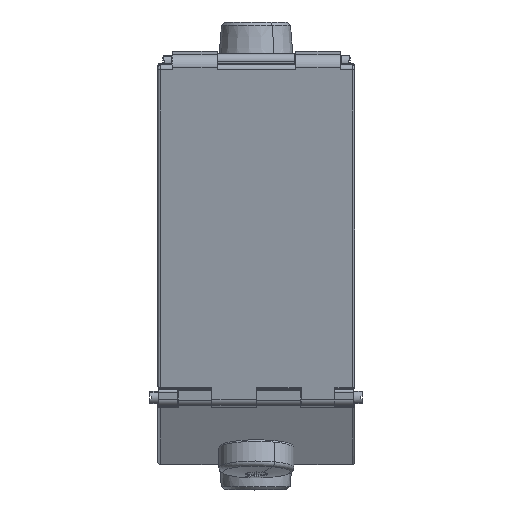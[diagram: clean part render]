
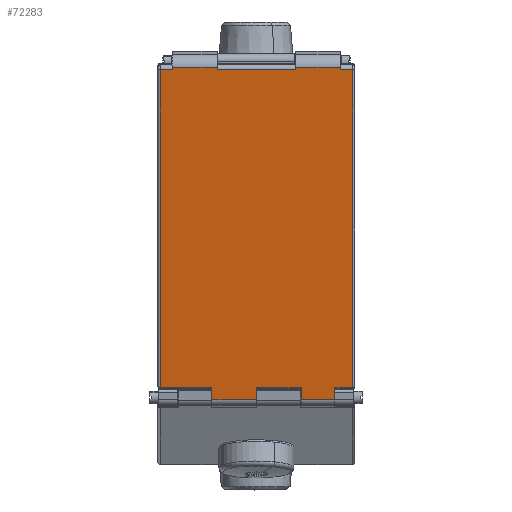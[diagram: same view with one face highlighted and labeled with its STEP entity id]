
A CAD part, top view. The second image highlights one B-rep face of the part: STEP entity #72283.
In plain terms, the highlighted planar face has unit normal (0, 0.174, -0.985).
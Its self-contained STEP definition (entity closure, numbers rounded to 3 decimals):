
#72099=CARTESIAN_POINT('Line Origine',(-27.3,83.84,253.55)) ;
#72103=CARTESIAN_POINT('Vertex',(-17.3,83.84,253.55)) ;
#72105=CARTESIAN_POINT('Vertex',(-37.3,83.84,253.55)) ;
#72125=CARTESIAN_POINT('Axis2P3D Location',(0.2,-56.232,228.852)) ;
#72130=CARTESIAN_POINT('Line Origine',(-31.25,-59.216,228.325)) ;
#72134=CARTESIAN_POINT('Vertex',(-42.8,-59.216,228.325)) ;
#72136=CARTESIAN_POINT('Vertex',(-19.7,-59.216,228.325)) ;
#72139=CARTESIAN_POINT('Line Origine',(-42.8,11.768,240.842)) ;
#72143=CARTESIAN_POINT('Vertex',(-42.8,82.752,253.358)) ;
#72146=CARTESIAN_POINT('Line Origine',(-40.05,82.752,253.358)) ;
#72150=CARTESIAN_POINT('Vertex',(-37.3,82.752,253.358)) ;
#72153=CARTESIAN_POINT('Line Origine',(-37.3,83.296,253.454)) ;
#72158=CARTESIAN_POINT('Line Origine',(-17.3,83.296,253.454)) ;
#72162=CARTESIAN_POINT('Vertex',(-17.3,82.752,253.358)) ;
#72165=CARTESIAN_POINT('Line Origine',(0.2,82.752,253.358)) ;
#72169=CARTESIAN_POINT('Vertex',(17.7,82.752,253.358)) ;
#72172=CARTESIAN_POINT('Line Origine',(17.7,83.296,253.454)) ;
#72176=CARTESIAN_POINT('Vertex',(17.7,83.84,253.55)) ;
#72179=CARTESIAN_POINT('Line Origine',(27.7,83.84,253.55)) ;
#72183=CARTESIAN_POINT('Vertex',(37.7,83.84,253.55)) ;
#72186=CARTESIAN_POINT('Line Origine',(37.7,83.296,253.454)) ;
#72190=CARTESIAN_POINT('Vertex',(37.7,82.752,253.358)) ;
#72193=CARTESIAN_POINT('Line Origine',(40.45,82.752,253.358)) ;
#72197=CARTESIAN_POINT('Vertex',(43.2,82.752,253.358)) ;
#72200=CARTESIAN_POINT('Line Origine',(43.2,11.768,240.842)) ;
#72204=CARTESIAN_POINT('Vertex',(43.2,-59.216,228.325)) ;
#72207=CARTESIAN_POINT('Line Origine',(39.2,-59.216,228.325)) ;
#72211=CARTESIAN_POINT('Vertex',(35.2,-59.216,228.325)) ;
#72214=CARTESIAN_POINT('Line Origine',(35.2,-61.92,227.849)) ;
#72218=CARTESIAN_POINT('Vertex',(35.2,-64.623,227.372)) ;
#72221=CARTESIAN_POINT('Line Origine',(27.7,-64.623,227.372)) ;
#72225=CARTESIAN_POINT('Vertex',(20.2,-64.623,227.372)) ;
#72228=CARTESIAN_POINT('Line Origine',(20.2,-61.92,227.849)) ;
#72232=CARTESIAN_POINT('Vertex',(20.2,-59.216,228.325)) ;
#72235=CARTESIAN_POINT('Line Origine',(10.2,-59.216,228.325)) ;
#72239=CARTESIAN_POINT('Vertex',(0.2,-59.216,228.325)) ;
#72242=CARTESIAN_POINT('Line Origine',(0.2,-61.92,227.849)) ;
#72246=CARTESIAN_POINT('Vertex',(0.2,-64.623,227.372)) ;
#72249=CARTESIAN_POINT('Line Origine',(-9.75,-64.623,227.372)) ;
#72253=CARTESIAN_POINT('Vertex',(-19.7,-64.623,227.372)) ;
#72256=CARTESIAN_POINT('Line Origine',(-19.7,-61.92,227.849)) ;
#72100=DIRECTION('Vector Direction',(-1.,0.,0.)) ;
#72126=DIRECTION('Axis2P3D Direction',(0.,-0.174,0.985)) ;
#72127=DIRECTION('Axis2P3D XDirection',(0.,0.985,0.174)) ;
#72131=DIRECTION('Vector Direction',(1.,0.,0.)) ;
#72140=DIRECTION('Vector Direction',(0.,-0.985,-0.174)) ;
#72147=DIRECTION('Vector Direction',(-1.,0.,0.)) ;
#72154=DIRECTION('Vector Direction',(0.,-0.985,-0.174)) ;
#72159=DIRECTION('Vector Direction',(0.,-0.985,-0.174)) ;
#72166=DIRECTION('Vector Direction',(-1.,0.,0.)) ;
#72173=DIRECTION('Vector Direction',(0.,-0.985,-0.174)) ;
#72180=DIRECTION('Vector Direction',(-1.,0.,0.)) ;
#72187=DIRECTION('Vector Direction',(0.,-0.985,-0.174)) ;
#72194=DIRECTION('Vector Direction',(-1.,0.,0.)) ;
#72201=DIRECTION('Vector Direction',(0.,0.985,0.174)) ;
#72208=DIRECTION('Vector Direction',(1.,0.,0.)) ;
#72215=DIRECTION('Vector Direction',(0.,0.985,0.174)) ;
#72222=DIRECTION('Vector Direction',(1.,0.,0.)) ;
#72229=DIRECTION('Vector Direction',(0.,-0.985,-0.174)) ;
#72236=DIRECTION('Vector Direction',(1.,0.,0.)) ;
#72243=DIRECTION('Vector Direction',(0.,0.985,0.174)) ;
#72250=DIRECTION('Vector Direction',(1.,0.,0.)) ;
#72257=DIRECTION('Vector Direction',(0.,-0.985,-0.174)) ;
#72128=AXIS2_PLACEMENT_3D('Plane Axis2P3D',#72125,#72126,#72127) ;
#72262=ORIENTED_EDGE('',*,*,#72138,.F.) ;
#72263=ORIENTED_EDGE('',*,*,#72145,.F.) ;
#72264=ORIENTED_EDGE('',*,*,#72152,.F.) ;
#72265=ORIENTED_EDGE('',*,*,#72157,.F.) ;
#72266=ORIENTED_EDGE('',*,*,#72107,.F.) ;
#72267=ORIENTED_EDGE('',*,*,#72164,.T.) ;
#72268=ORIENTED_EDGE('',*,*,#72171,.F.) ;
#72269=ORIENTED_EDGE('',*,*,#72178,.F.) ;
#72270=ORIENTED_EDGE('',*,*,#72185,.F.) ;
#72271=ORIENTED_EDGE('',*,*,#72192,.T.) ;
#72272=ORIENTED_EDGE('',*,*,#72199,.F.) ;
#72273=ORIENTED_EDGE('',*,*,#72206,.F.) ;
#72274=ORIENTED_EDGE('',*,*,#72213,.F.) ;
#72275=ORIENTED_EDGE('',*,*,#72220,.F.) ;
#72276=ORIENTED_EDGE('',*,*,#72227,.F.) ;
#72277=ORIENTED_EDGE('',*,*,#72234,.F.) ;
#72278=ORIENTED_EDGE('',*,*,#72241,.F.) ;
#72279=ORIENTED_EDGE('',*,*,#72248,.F.) ;
#72280=ORIENTED_EDGE('',*,*,#72255,.F.) ;
#72281=ORIENTED_EDGE('',*,*,#72260,.F.) ;
#72101=VECTOR('Line Direction',#72100,1.) ;
#72132=VECTOR('Line Direction',#72131,1.) ;
#72141=VECTOR('Line Direction',#72140,1.) ;
#72148=VECTOR('Line Direction',#72147,1.) ;
#72155=VECTOR('Line Direction',#72154,1.) ;
#72160=VECTOR('Line Direction',#72159,1.) ;
#72167=VECTOR('Line Direction',#72166,1.) ;
#72174=VECTOR('Line Direction',#72173,1.) ;
#72181=VECTOR('Line Direction',#72180,1.) ;
#72188=VECTOR('Line Direction',#72187,1.) ;
#72195=VECTOR('Line Direction',#72194,1.) ;
#72202=VECTOR('Line Direction',#72201,1.) ;
#72209=VECTOR('Line Direction',#72208,1.) ;
#72216=VECTOR('Line Direction',#72215,1.) ;
#72223=VECTOR('Line Direction',#72222,1.) ;
#72230=VECTOR('Line Direction',#72229,1.) ;
#72237=VECTOR('Line Direction',#72236,1.) ;
#72244=VECTOR('Line Direction',#72243,1.) ;
#72251=VECTOR('Line Direction',#72250,1.) ;
#72258=VECTOR('Line Direction',#72257,1.) ;
#72283=ADVANCED_FACE('Sheet.15',(#72282),#72129,.F.) ;
#72107=EDGE_CURVE('',#72104,#72106,#72102,.T.) ;
#72138=EDGE_CURVE('',#72135,#72137,#72133,.T.) ;
#72145=EDGE_CURVE('',#72144,#72135,#72142,.T.) ;
#72152=EDGE_CURVE('',#72151,#72144,#72149,.T.) ;
#72157=EDGE_CURVE('',#72106,#72151,#72156,.T.) ;
#72164=EDGE_CURVE('',#72104,#72163,#72161,.T.) ;
#72171=EDGE_CURVE('',#72170,#72163,#72168,.T.) ;
#72178=EDGE_CURVE('',#72177,#72170,#72175,.T.) ;
#72185=EDGE_CURVE('',#72184,#72177,#72182,.T.) ;
#72192=EDGE_CURVE('',#72184,#72191,#72189,.T.) ;
#72199=EDGE_CURVE('',#72198,#72191,#72196,.T.) ;
#72206=EDGE_CURVE('',#72205,#72198,#72203,.T.) ;
#72213=EDGE_CURVE('',#72212,#72205,#72210,.T.) ;
#72220=EDGE_CURVE('',#72219,#72212,#72217,.T.) ;
#72227=EDGE_CURVE('',#72226,#72219,#72224,.T.) ;
#72234=EDGE_CURVE('',#72233,#72226,#72231,.T.) ;
#72241=EDGE_CURVE('',#72240,#72233,#72238,.T.) ;
#72248=EDGE_CURVE('',#72247,#72240,#72245,.T.) ;
#72255=EDGE_CURVE('',#72254,#72247,#72252,.T.) ;
#72260=EDGE_CURVE('',#72137,#72254,#72259,.T.) ;
#72261=EDGE_LOOP('',(#72262,#72263,#72264,#72265,#72266,#72267,#72268,#72269,#72270,#72271,#72272,#72273,#72274,#72275,#72276,#72277,#72278,#72279,#72280,#72281)) ;
#72282=FACE_OUTER_BOUND('',#72261,.T.) ;
#72102=LINE('Line',#72099,#72101) ;
#72133=LINE('Line',#72130,#72132) ;
#72142=LINE('Line',#72139,#72141) ;
#72149=LINE('Line',#72146,#72148) ;
#72156=LINE('Line',#72153,#72155) ;
#72161=LINE('Line',#72158,#72160) ;
#72168=LINE('Line',#72165,#72167) ;
#72175=LINE('Line',#72172,#72174) ;
#72182=LINE('Line',#72179,#72181) ;
#72189=LINE('Line',#72186,#72188) ;
#72196=LINE('Line',#72193,#72195) ;
#72203=LINE('Line',#72200,#72202) ;
#72210=LINE('Line',#72207,#72209) ;
#72217=LINE('Line',#72214,#72216) ;
#72224=LINE('Line',#72221,#72223) ;
#72231=LINE('Line',#72228,#72230) ;
#72238=LINE('Line',#72235,#72237) ;
#72245=LINE('Line',#72242,#72244) ;
#72252=LINE('Line',#72249,#72251) ;
#72259=LINE('Line',#72256,#72258) ;
#72129=PLANE('',#72128) ;
#72104=VERTEX_POINT('',#72103) ;
#72106=VERTEX_POINT('',#72105) ;
#72135=VERTEX_POINT('',#72134) ;
#72137=VERTEX_POINT('',#72136) ;
#72144=VERTEX_POINT('',#72143) ;
#72151=VERTEX_POINT('',#72150) ;
#72163=VERTEX_POINT('',#72162) ;
#72170=VERTEX_POINT('',#72169) ;
#72177=VERTEX_POINT('',#72176) ;
#72184=VERTEX_POINT('',#72183) ;
#72191=VERTEX_POINT('',#72190) ;
#72198=VERTEX_POINT('',#72197) ;
#72205=VERTEX_POINT('',#72204) ;
#72212=VERTEX_POINT('',#72211) ;
#72219=VERTEX_POINT('',#72218) ;
#72226=VERTEX_POINT('',#72225) ;
#72233=VERTEX_POINT('',#72232) ;
#72240=VERTEX_POINT('',#72239) ;
#72247=VERTEX_POINT('',#72246) ;
#72254=VERTEX_POINT('',#72253) ;
